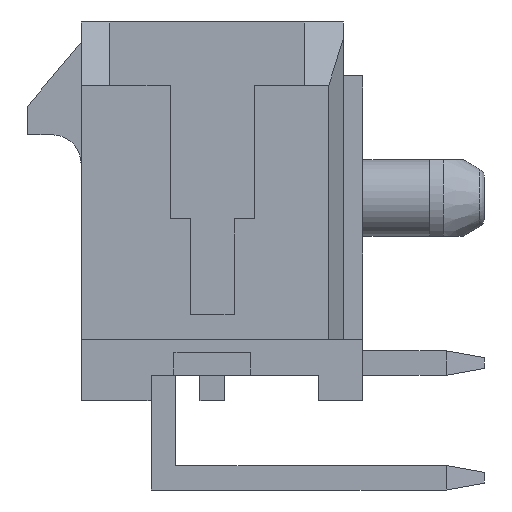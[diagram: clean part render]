
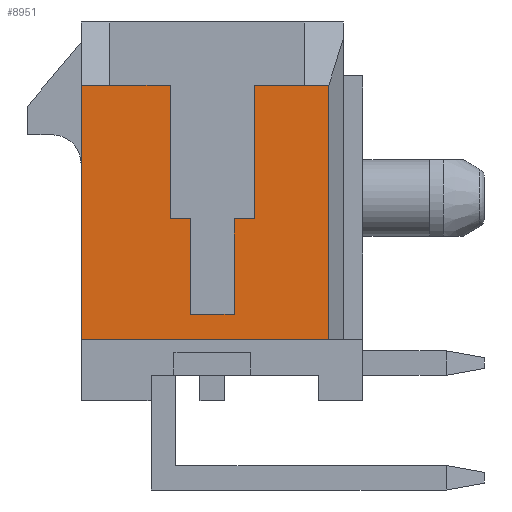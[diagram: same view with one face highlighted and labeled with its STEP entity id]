
A CAD part, left-side view. The second image highlights one B-rep face of the part: STEP entity #8951.
In plain terms, the highlighted planar face has unit normal (-1, 0, 0).
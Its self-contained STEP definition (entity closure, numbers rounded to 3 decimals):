
#550=FACE_OUTER_BOUND('',#1087,.T.);
#1087=EDGE_LOOP('',(#7161,#7162,#7163,#7164,#7165,#7166,#7167,#7168,#7169,
#7170,#7171,#7172,#7173,#7174));
#1782=LINE('',#13401,#2980);
#1785=LINE('',#13407,#2983);
#1817=LINE('',#13474,#3015);
#1821=LINE('',#13482,#3019);
#1826=LINE('',#13491,#3024);
#1828=LINE('',#13497,#3026);
#1983=LINE('',#13864,#3181);
#1988=LINE('',#13872,#3186);
#1991=LINE('',#13876,#3189);
#2021=LINE('',#13934,#3219);
#2024=LINE('',#13940,#3222);
#2025=LINE('',#13942,#3223);
#2030=LINE('',#13954,#3228);
#2031=LINE('',#13955,#3229);
#2980=VECTOR('',#10853,10.);
#2983=VECTOR('',#10858,10.);
#3015=VECTOR('',#10914,10.);
#3019=VECTOR('',#10920,10.);
#3024=VECTOR('',#10927,10.);
#3026=VECTOR('',#10931,10.);
#3181=VECTOR('',#11282,10.);
#3186=VECTOR('',#11289,10.);
#3189=VECTOR('',#11294,10.);
#3219=VECTOR('',#11356,10.);
#3222=VECTOR('',#11361,10.);
#3223=VECTOR('',#11364,10.);
#3228=VECTOR('',#11383,10.);
#3229=VECTOR('',#11384,10.);
#4051=VERTEX_POINT('',#13398);
#4052=VERTEX_POINT('',#13400);
#4053=VERTEX_POINT('',#13404);
#4054=VERTEX_POINT('',#13406);
#4076=VERTEX_POINT('',#13472);
#4077=VERTEX_POINT('',#13473);
#4080=VERTEX_POINT('',#13481);
#4083=VERTEX_POINT('',#13489);
#4085=VERTEX_POINT('',#13494);
#4086=VERTEX_POINT('',#13496);
#4188=VERTEX_POINT('',#13863);
#4190=VERTEX_POINT('',#13871);
#4203=VERTEX_POINT('',#13936);
#4204=VERTEX_POINT('',#13938);
#4963=EDGE_CURVE('',#4052,#4051,#1782,.T.);
#4966=EDGE_CURVE('',#4053,#4054,#1785,.T.);
#4998=EDGE_CURVE('',#4076,#4077,#1817,.T.);
#5002=EDGE_CURVE('',#4080,#4077,#1821,.T.);
#5007=EDGE_CURVE('',#4080,#4083,#1826,.T.);
#5009=EDGE_CURVE('',#4086,#4085,#1828,.T.);
#5188=EDGE_CURVE('',#4054,#4188,#1983,.T.);
#5193=EDGE_CURVE('',#4086,#4190,#1988,.T.);
#5196=EDGE_CURVE('',#4188,#4083,#1991,.T.);
#5226=EDGE_CURVE('',#4051,#4076,#2021,.T.);
#5229=EDGE_CURVE('',#4203,#4204,#2024,.T.);
#5230=EDGE_CURVE('',#4085,#4203,#2025,.T.);
#5235=EDGE_CURVE('',#4190,#4053,#2030,.T.);
#5236=EDGE_CURVE('',#4204,#4052,#2031,.T.);
#7161=ORIENTED_EDGE('',*,*,#5226,.T.);
#7162=ORIENTED_EDGE('',*,*,#4998,.T.);
#7163=ORIENTED_EDGE('',*,*,#5002,.F.);
#7164=ORIENTED_EDGE('',*,*,#5007,.T.);
#7165=ORIENTED_EDGE('',*,*,#5196,.F.);
#7166=ORIENTED_EDGE('',*,*,#5188,.F.);
#7167=ORIENTED_EDGE('',*,*,#4966,.F.);
#7168=ORIENTED_EDGE('',*,*,#5235,.F.);
#7169=ORIENTED_EDGE('',*,*,#5193,.F.);
#7170=ORIENTED_EDGE('',*,*,#5009,.T.);
#7171=ORIENTED_EDGE('',*,*,#5230,.T.);
#7172=ORIENTED_EDGE('',*,*,#5229,.T.);
#7173=ORIENTED_EDGE('',*,*,#5236,.T.);
#7174=ORIENTED_EDGE('',*,*,#4963,.T.);
#8438=PLANE('',#9800);
#8951=ADVANCED_FACE('',(#550),#8438,.F.);
#9800=AXIS2_PLACEMENT_3D('',#13953,#11381,#11382);
#10853=DIRECTION('',(0.,1.,0.));
#10858=DIRECTION('',(0.,1.,0.));
#10914=DIRECTION('',(0.,1.,0.));
#10920=DIRECTION('',(0.,0.,-1.));
#10927=DIRECTION('',(0.,1.,0.));
#10931=DIRECTION('',(0.,1.,0.));
#11282=DIRECTION('',(0.,0.,1.));
#11289=DIRECTION('',(0.,-1.,0.));
#11294=DIRECTION('',(0.,-1.,0.));
#11356=DIRECTION('',(0.,0.,1.));
#11361=DIRECTION('',(0.,1.,0.));
#11364=DIRECTION('',(0.,0.,-1.));
#11381=DIRECTION('center_axis',(1.,0.,0.));
#11382=DIRECTION('ref_axis',(0.,0.,
-1.));
#11383=DIRECTION('',(0.,0.,-1.));
#11384=DIRECTION('',(0.,0.,-1.));
#13398=CARTESIAN_POINT('',(-9.325,-1.005,-2.695));
#13400=CARTESIAN_POINT('',(-9.325,-2.155,-2.695));
#13401=CARTESIAN_POINT('',(-9.325,-2.155,-2.695));
#13404=CARTESIAN_POINT('',(-9.325,-4.63,-3.355));
#13406=CARTESIAN_POINT('',(-9.325,1.85,-3.355));
#13407=CARTESIAN_POINT('',(-9.325,-4.63,-3.355));
#13472=CARTESIAN_POINT('',(-9.325,-1.005,-0.195));
#13473=CARTESIAN_POINT('',(-9.325,-0.48,-0.195));
#13474=CARTESIAN_POINT('',(-9.325,-1.005,-0.195));
#13481=CARTESIAN_POINT('',(-9.325,-0.48,3.305));
#13482=CARTESIAN_POINT('',(-9.325,-0.48,3.305));
#13489=CARTESIAN_POINT('',(-9.325,1.1,3.305));
#13491=CARTESIAN_POINT('',(-9.325,-0.48,3.305));
#13494=CARTESIAN_POINT('',(-9.325,-2.68,3.305));
#13496=CARTESIAN_POINT('',(-9.325,-3.99,3.305));
#13497=CARTESIAN_POINT('',(-9.325,-3.99,3.305));
#13863=CARTESIAN_POINT('',(-9.325,1.85,3.305));
#13864=CARTESIAN_POINT('',(-9.325,1.85,-3.355));
#13871=CARTESIAN_POINT('',(-9.325,-4.63,3.305));
#13872=CARTESIAN_POINT('',(-9.325,-3.99,3.305));
#13876=CARTESIAN_POINT('',(-9.325,1.85,3.305));
#13934=CARTESIAN_POINT('',(-9.325,-1.005,-2.695));
#13936=CARTESIAN_POINT('',(-9.325,-2.68,-0.195));
#13938=CARTESIAN_POINT('',(-9.325,-2.155,-0.195));
#13940=CARTESIAN_POINT('',(-9.325,-2.68,-0.195));
#13942=CARTESIAN_POINT('',(-9.325,-2.68,3.305));
#13953=CARTESIAN_POINT('Origin',(-9.325,-4.63,-0.025));
#13954=CARTESIAN_POINT('',(-9.325,-4.63,3.305));
#13955=CARTESIAN_POINT('',(-9.325,-2.155,-0.195));
